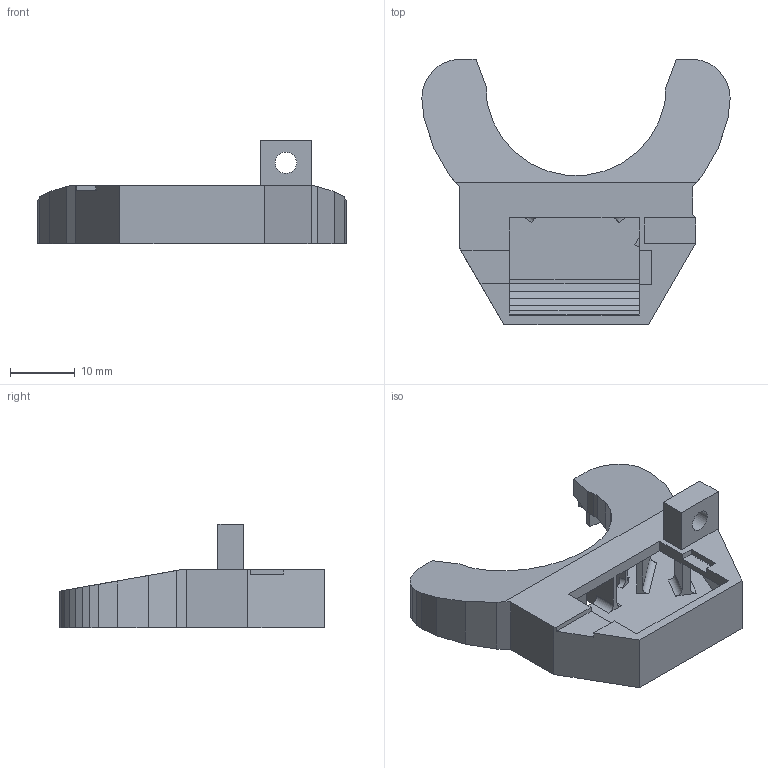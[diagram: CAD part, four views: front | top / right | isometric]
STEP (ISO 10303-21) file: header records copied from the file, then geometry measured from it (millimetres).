
FILE_DESCRIPTION(/* description */ ('STEP AP242','CAx-IF Rec.Pracs.---Representation and Presentation of Product Manufacturing Information (PMI)---4.0---2014-10-13','CAx-IF Rec.Pracs.---3D Tessellated Geometry---0.4---2014-09-14','2;1'),/* implementation_level */ '2;1');
FILE_NAME(/* name */ '62e9c401c21ec068bef5263b',/* time_stamp */ '2022-08-03T00:40:33+00:00',/* author */ (''),/* organization */ (''),/* preprocessor_version */ 'ST-DEVELOPER v18.102',/* originating_system */ ' ',/* authorisation */ ' ');
FILE_SCHEMA (('AP242_MANAGED_MODEL_BASED_3D_ENGINEERING_MIM_LF { 1 0 10303 442 1 1 4 }'));
Length unit declared in the file: metre
Products named in the file (1): prusa nozzle fan
Bounding box: 47.6 x 41 x 16 mm (x, y, z)
Volume: 3824.5 mm3; surface area: 6493.5 mm2
Topology: 1 solids, 1 shells, 274 faces, 863 edges, 571 vertices
Faces by surface type: plane 249, cylinder 23, cone 2
Full cylindrical faces by diameter (mm): 3.3 x1
Entity records: 9466 total; most frequent: ORIENTED_EDGE 1724, CARTESIAN_POINT 1714, DIRECTION 1462, EDGE_CURVE 862, LINE 808, VECTOR 808, VERTEX_POINT 571, AXIS2_PLACEMENT_3D 327
